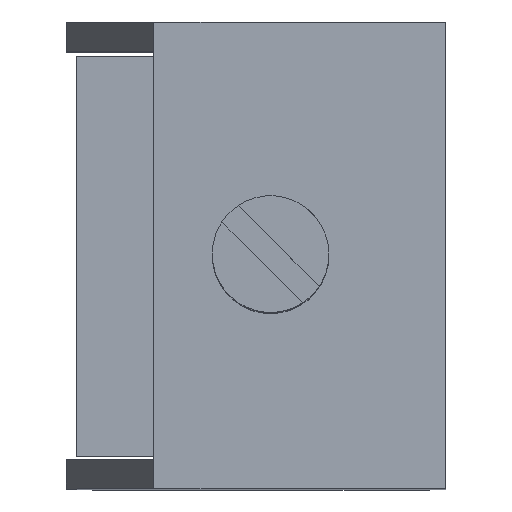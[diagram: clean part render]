
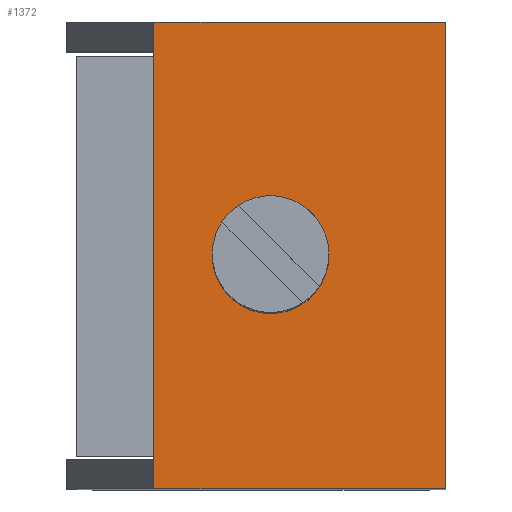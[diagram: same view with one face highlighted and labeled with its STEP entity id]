
A CAD part, top view. The second image highlights one B-rep face of the part: STEP entity #1372.
In plain terms, the highlighted planar face has unit normal (0, 0, 1).
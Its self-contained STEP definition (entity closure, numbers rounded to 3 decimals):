
#128=CARTESIAN_POINT('',(72.521,85.52,4.233));
#129=VERTEX_POINT('',#128);
#136=CARTESIAN_POINT('',(87.521,85.52,4.233));
#137=VERTEX_POINT('',#136);
#138=CARTESIAN_POINT('',(87.521,85.52,4.233));
#139=DIRECTION('',(-1.,0.,0.));
#140=VECTOR('',#139,15.);
#141=LINE('',#138,#140);
#142=EDGE_CURVE('',#137,#129,#141,.T.);
#742=CARTESIAN_POINT('',(87.521,61.52,4.233));
#743=VERTEX_POINT('',#742);
#750=CARTESIAN_POINT('',(72.521,61.52,4.233));
#751=VERTEX_POINT('',#750);
#752=CARTESIAN_POINT('',(87.521,61.52,4.233));
#753=DIRECTION('',(-1.,0.,0.));
#754=VECTOR('',#753,15.);
#755=LINE('',#752,#754);
#756=EDGE_CURVE('',#743,#751,#755,.T.);
#910=CARTESIAN_POINT('',(87.521,85.52,4.233));
#911=DIRECTION('',(0.,-1.,0.));
#912=VECTOR('',#911,24.);
#913=LINE('',#910,#912);
#914=EDGE_CURVE('',#137,#743,#913,.T.);
#1336=CARTESIAN_POINT('',(87.021,73.52,4.233));
#1337=DIRECTION('',(0.,0.,1.));
#1338=DIRECTION('',(-1.,0.,0.));
#1339=AXIS2_PLACEMENT_3D('',#1336,#1337,#1338);
#1340=PLANE('',#1339);
#1341=ORIENTED_EDGE('',*,*,#142,.T.);
#1342=CARTESIAN_POINT('',(72.521,85.52,4.233));
#1343=DIRECTION('',(0.,-1.,0.));
#1344=VECTOR('',#1343,24.);
#1345=LINE('',#1342,#1344);
#1346=EDGE_CURVE('',#129,#751,#1345,.T.);
#1347=ORIENTED_EDGE('',*,*,#1346,.T.);
#1348=ORIENTED_EDGE('',*,*,#756,.F.);
#1349=ORIENTED_EDGE('',*,*,#914,.F.);
#1350=EDGE_LOOP('',(#1341,#1347,#1348,#1349));
#1351=FACE_BOUND('',#1350,.T.);
#1352=CARTESIAN_POINT('',(84.521,73.52,4.233));
#1353=VERTEX_POINT('',#1352);
#1354=CARTESIAN_POINT('',(78.521,73.52,4.233));
#1355=VERTEX_POINT('',#1354);
#1356=CARTESIAN_POINT('',(81.521,73.52,4.233));
#1357=DIRECTION('',(-0.,0.,-1.));
#1358=DIRECTION('',(-1.,0.,0.));
#1359=AXIS2_PLACEMENT_3D('',#1356,#1357,#1358);
#1360=CIRCLE('',#1359,3.);
#1361=EDGE_CURVE('',#1353,#1355,#1360,.T.);
#1362=ORIENTED_EDGE('',*,*,#1361,.T.);
#1363=CARTESIAN_POINT('',(81.521,73.52,4.233));
#1364=DIRECTION('',(-0.,0.,-1.));
#1365=DIRECTION('',(-1.,0.,0.));
#1366=AXIS2_PLACEMENT_3D('',#1363,#1364,#1365);
#1367=CIRCLE('',#1366,3.);
#1368=EDGE_CURVE('',#1355,#1353,#1367,.T.);
#1369=ORIENTED_EDGE('',*,*,#1368,.T.);
#1370=EDGE_LOOP('',(#1362,#1369));
#1371=FACE_BOUND('',#1370,.T.);
#1372=ADVANCED_FACE('',(#1351,#1371),#1340,.T.);
